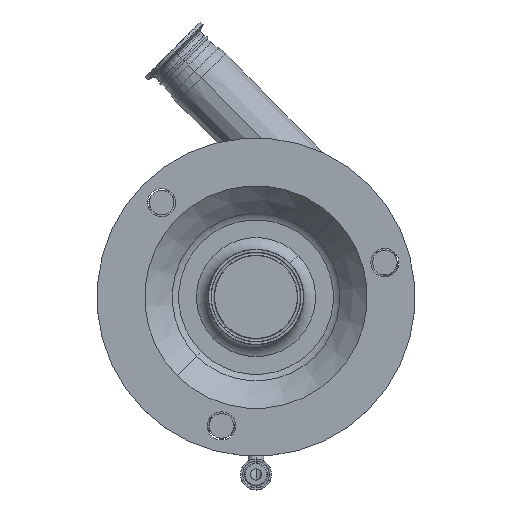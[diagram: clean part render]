
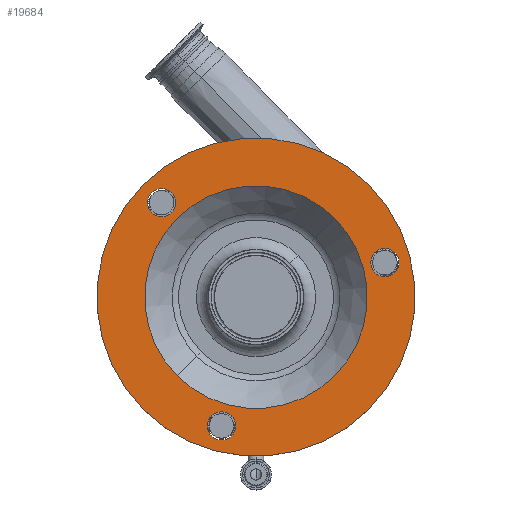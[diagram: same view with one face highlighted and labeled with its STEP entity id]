
A CAD part, top view. The second image highlights one B-rep face of the part: STEP entity #19684.
In plain terms, the highlighted planar face has unit normal (0, 0, 1).
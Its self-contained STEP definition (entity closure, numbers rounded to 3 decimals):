
#34 = DIRECTION ( 'NONE',  ( 0.259, -0.966, 0. ) ) ;
#558 = AXIS2_PLACEMENT_3D ( 'NONE', #6176, #27621, #36332 ) ;
#674 = ORIENTED_EDGE ( 'NONE', *, *, #25531, .F. ) ;
#913 = ORIENTED_EDGE ( 'NONE', *, *, #32687, .T. ) ;
#1033 = EDGE_CURVE ( 'NONE', #26179, #22454, #12683, .T. ) ;
#1148 = AXIS2_PLACEMENT_3D ( 'NONE', #17465, #36013, #29761 ) ;
#1346 = AXIS2_PLACEMENT_3D ( 'NONE', #18484, #33815, #34 ) ;
#2902 = CARTESIAN_POINT ( 'NONE',  ( 0., 0., 259.5 ) ) ;
#3566 = AXIS2_PLACEMENT_3D ( 'NONE', #5744, #17327, #21131 ) ;
#4377 = CIRCLE ( 'NONE', #1148, 91. ) ;
#4588 = CIRCLE ( 'NONE', #1346, 11.5 ) ;
#5464 = EDGE_CURVE ( 'NONE', #33588, #12692, #31856, .T. ) ;
#5744 = CARTESIAN_POINT ( 'NONE',  ( -28.211, -105.286, 259.5 ) ) ;
#6176 = CARTESIAN_POINT ( 'NONE',  ( 105.286, 28.211, 259.5 ) ) ;
#6326 = CARTESIAN_POINT ( 'NONE',  ( -17.103, -108.262, 259.5 ) ) ;
#6424 = CARTESIAN_POINT ( 'NONE',  ( -27.577, 27.577, 259.5 ) ) ;
#6559 = ORIENTED_EDGE ( 'NONE', *, *, #39844, .F. ) ;
#6660 = EDGE_LOOP ( 'NONE', ( #34970, #19043 ) ) ;
#6726 = DIRECTION ( 'NONE',  ( 0., 0., 1. ) ) ;
#7433 = VERTEX_POINT ( 'NONE', #35017 ) ;
#8177 = CARTESIAN_POINT ( 'NONE',  ( -91.924, -91.924, 259.5 ) ) ;
#8281 = CIRCLE ( 'NONE', #14724, 11.5 ) ;
#8430 = CARTESIAN_POINT ( 'NONE',  ( -77.075, 77.075, 259.5 ) ) ;
#8619 = CARTESIAN_POINT ( 'NONE',  ( 0., 0., 259.5 ) ) ;
#8672 = CARTESIAN_POINT ( 'NONE',  ( 0., 0., 259.5 ) ) ;
#8755 = CARTESIAN_POINT ( 'NONE',  ( -39.319, -102.309, 259.5 ) ) ;
#8871 = CIRCLE ( 'NONE', #25671, 130. ) ;
#9360 = DIRECTION ( 'NONE',  ( 0., 0., 1. ) ) ;
#9466 = DIRECTION ( 'NONE',  ( 0., -1., 0. ) ) ;
#9479 = EDGE_LOOP ( 'NONE', ( #913, #16364 ) ) ;
#11235 = VERTEX_POINT ( 'NONE', #32495 ) ;
#11507 = AXIS2_PLACEMENT_3D ( 'NONE', #24233, #37337, #30488 ) ;
#12090 = DIRECTION ( 'NONE',  ( 0.707, 0.707, 0. ) ) ;
#12275 = CARTESIAN_POINT ( 'NONE',  ( -64.347, -64.347, 259.5 ) ) ;
#12311 = DIRECTION ( 'NONE',  ( 0., 0., -1. ) ) ;
#12683 = CIRCLE ( 'NONE', #14632, 130. ) ;
#12692 = VERTEX_POINT ( 'NONE', #12275 ) ;
#12848 = ORIENTED_EDGE ( 'NONE', *, *, #28937, .F. ) ;
#13810 = CARTESIAN_POINT ( 'NONE',  ( 102.309, 39.319, 259.5 ) ) ;
#13969 = ORIENTED_EDGE ( 'NONE', *, *, #19274, .F. ) ;
#14348 = VERTEX_POINT ( 'NONE', #6326 ) ;
#14632 = AXIS2_PLACEMENT_3D ( 'NONE', #8619, #30639, #15480 ) ;
#14724 = AXIS2_PLACEMENT_3D ( 'NONE', #8430, #20778, #29263 ) ;
#14744 = DIRECTION ( 'NONE',  ( 0., 0., 1. ) ) ;
#15117 = VERTEX_POINT ( 'NONE', #13810 ) ;
#15247 = DIRECTION ( 'NONE',  ( 0.707, 0.707, 0. ) ) ;
#15480 = DIRECTION ( 'NONE',  ( 0.707, 0.707, 0. ) ) ;
#15742 = EDGE_CURVE ( 'NONE', #7433, #15117, #22553, .T. ) ;
#15797 = EDGE_LOOP ( 'NONE', ( #17668, #13969 ) ) ;
#16364 = ORIENTED_EDGE ( 'NONE', *, *, #1033, .T. ) ;
#17327 = DIRECTION ( 'NONE',  ( 0., 0., 1. ) ) ;
#17465 = CARTESIAN_POINT ( 'NONE',  ( 0., 0., 259.5 ) ) ;
#17527 = AXIS2_PLACEMENT_3D ( 'NONE', #6424, #12311, #9466 ) ;
#17668 = ORIENTED_EDGE ( 'NONE', *, *, #15742, .F. ) ;
#18416 = FACE_BOUND ( 'NONE', #6660, .T. ) ;
#18484 = CARTESIAN_POINT ( 'NONE',  ( 105.286, 28.211, 259.5 ) ) ;
#19043 = ORIENTED_EDGE ( 'NONE', *, *, #35444, .F. ) ;
#19274 = EDGE_CURVE ( 'NONE', #15117, #7433, #4588, .T. ) ;
#19684 = ADVANCED_FACE ( 'NONE', ( #37162, #34332, #27668, #30331, #18416 ), #40013, .F. ) ;
#20778 = DIRECTION ( 'NONE',  ( 0., 0., 1. ) ) ;
#21131 = DIRECTION ( 'NONE',  ( -0.966, 0.259, 0. ) ) ;
#21723 = VERTEX_POINT ( 'NONE', #8755 ) ;
#22454 = VERTEX_POINT ( 'NONE', #25817 ) ;
#22476 = CIRCLE ( 'NONE', #11507, 11.5 ) ;
#22553 = CIRCLE ( 'NONE', #558, 11.5 ) ;
#22726 = CARTESIAN_POINT ( 'NONE',  ( -77.075, 77.075, 259.5 ) ) ;
#23255 = EDGE_LOOP ( 'NONE', ( #6559, #30326 ) ) ;
#24233 = CARTESIAN_POINT ( 'NONE',  ( -28.211, -105.286, 259.5 ) ) ;
#25531 = EDGE_CURVE ( 'NONE', #14348, #21723, #22476, .T. ) ;
#25671 = AXIS2_PLACEMENT_3D ( 'NONE', #2902, #9360, #15247 ) ;
#25817 = CARTESIAN_POINT ( 'NONE',  ( 91.924, 91.924, 259.5 ) ) ;
#26179 = VERTEX_POINT ( 'NONE', #8177 ) ;
#26812 = EDGE_CURVE ( 'NONE', #30719, #11235, #27671, .T. ) ;
#27621 = DIRECTION ( 'NONE',  ( 0., 0., 1. ) ) ;
#27668 = FACE_BOUND ( 'NONE', #34275, .T. ) ;
#27671 = CIRCLE ( 'NONE', #36714, 11.5 ) ;
#28937 = EDGE_CURVE ( 'NONE', #21723, #14348, #35872, .T. ) ;
#29263 = DIRECTION ( 'NONE',  ( 0.707, 0.707, 0. ) ) ;
#29761 = DIRECTION ( 'NONE',  ( 0.707, 0.707, 0. ) ) ;
#30326 = ORIENTED_EDGE ( 'NONE', *, *, #26812, .F. ) ;
#30331 = FACE_BOUND ( 'NONE', #23255, .T. ) ;
#30488 = DIRECTION ( 'NONE',  ( -0.966, 0.259, 0. ) ) ;
#30639 = DIRECTION ( 'NONE',  ( 0., 0., 1. ) ) ;
#30719 = VERTEX_POINT ( 'NONE', #34987 ) ;
#31804 = DIRECTION ( 'NONE',  ( 0.707, 0.707, 0. ) ) ;
#31856 = CIRCLE ( 'NONE', #38982, 91. ) ;
#32495 = CARTESIAN_POINT ( 'NONE',  ( -68.943, 85.206, 259.5 ) ) ;
#32687 = EDGE_CURVE ( 'NONE', #22454, #26179, #8871, .T. ) ;
#33588 = VERTEX_POINT ( 'NONE', #37064 ) ;
#33815 = DIRECTION ( 'NONE',  ( 0., 0., 1. ) ) ;
#34275 = EDGE_LOOP ( 'NONE', ( #12848, #674 ) ) ;
#34332 = FACE_BOUND ( 'NONE', #15797, .T. ) ;
#34970 = ORIENTED_EDGE ( 'NONE', *, *, #5464, .F. ) ;
#34987 = CARTESIAN_POINT ( 'NONE',  ( -85.206, 68.943, 259.5 ) ) ;
#35017 = CARTESIAN_POINT ( 'NONE',  ( 108.262, 17.103, 259.5 ) ) ;
#35444 = EDGE_CURVE ( 'NONE', #12692, #33588, #4377, .T. ) ;
#35872 = CIRCLE ( 'NONE', #3566, 11.5 ) ;
#36013 = DIRECTION ( 'NONE',  ( 0., 0., 1. ) ) ;
#36332 = DIRECTION ( 'NONE',  ( 0.259, -0.966, 0. ) ) ;
#36714 = AXIS2_PLACEMENT_3D ( 'NONE', #22726, #6726, #31804 ) ;
#37064 = CARTESIAN_POINT ( 'NONE',  ( 64.347, 64.347, 259.5 ) ) ;
#37162 = FACE_OUTER_BOUND ( 'NONE', #9479, .T. ) ;
#37337 = DIRECTION ( 'NONE',  ( 0., 0., 1. ) ) ;
#38982 = AXIS2_PLACEMENT_3D ( 'NONE', #8672, #14744, #12090 ) ;
#39844 = EDGE_CURVE ( 'NONE', #11235, #30719, #8281, .T. ) ;
#40013 = PLANE ( 'NONE',  #17527 ) ;
